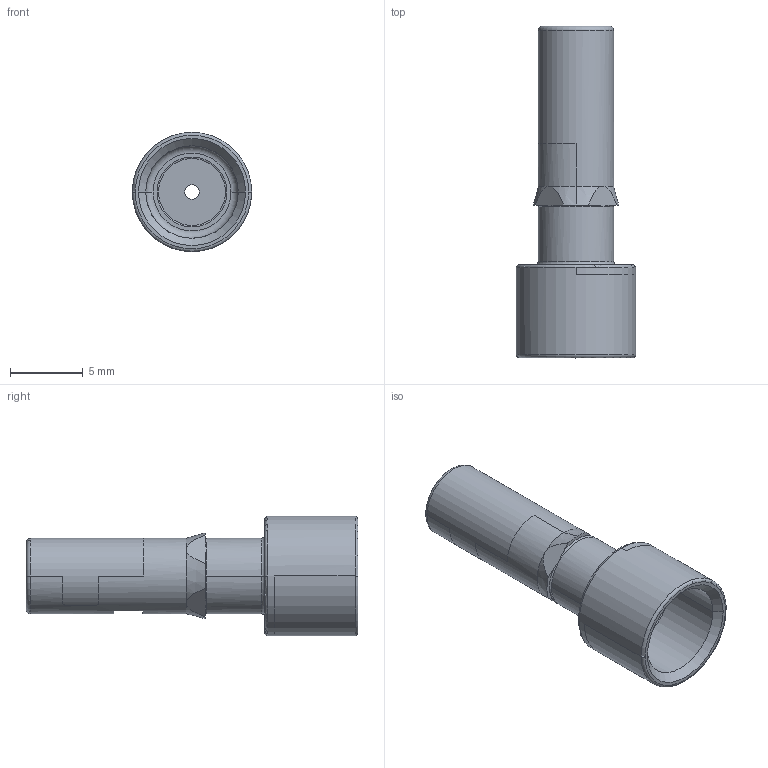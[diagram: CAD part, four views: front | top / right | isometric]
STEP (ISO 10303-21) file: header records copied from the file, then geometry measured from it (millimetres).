
FILE_DESCRIPTION((''),'2;1');
FILE_NAME('PCF_1P6_39','2017-06-17T',('tl.yang'),(''),'PRO/ENGINEER BY PARAMETRIC TECHNOLOGY CORPORATION, 2011500','PRO/ENGINEER BY PARAMETRIC TECHNOLOGY CORPORATION, 2011500','');
FILE_SCHEMA(('CONFIG_CONTROL_DESIGN'));
Length unit declared in the file: millimetre
Products named in the file (1): PCF_1P6_39
Bounding box: 8.2 x 22.8 x 8.2 mm (x, y, z)
Volume: 484.2 mm3; surface area: 727.4 mm2
Topology: 1 solids, 1 shells, 59 faces, 179 edges, 128 vertices
Faces by surface type: torus 18, plane 18, cylinder 14, cone 9
Entity records: 2297 total; most frequent: CARTESIAN_POINT 540, DIRECTION 397, ORIENTED_EDGE 358, AXIS2_PLACEMENT_3D 179, EDGE_CURVE 179, VERTEX_POINT 128, CIRCLE 120, EDGE_LOOP 67
